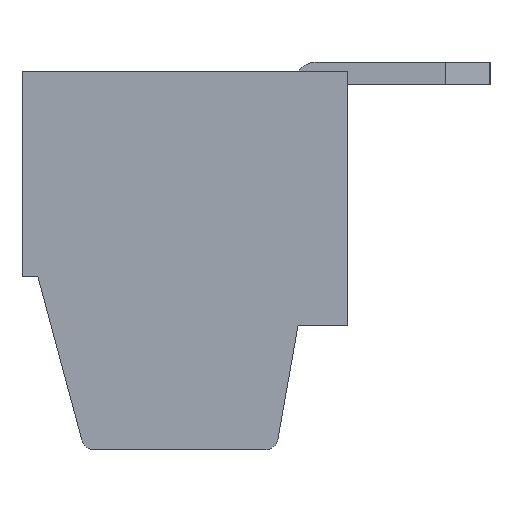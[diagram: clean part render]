
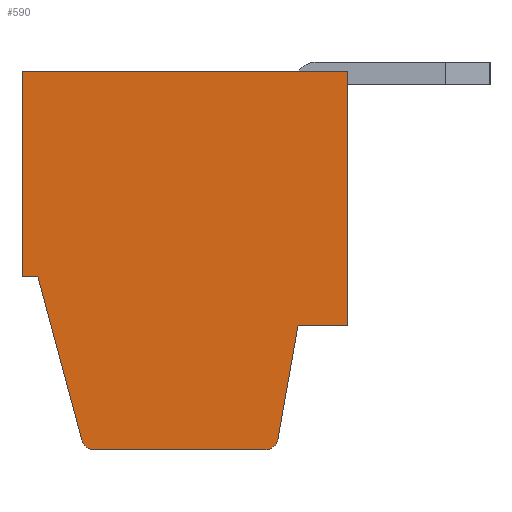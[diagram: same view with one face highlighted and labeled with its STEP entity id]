
A CAD part, left-side view. The second image highlights one B-rep face of the part: STEP entity #590.
In plain terms, the highlighted planar face has unit normal (-1, 0, 0).
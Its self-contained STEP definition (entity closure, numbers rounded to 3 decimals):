
#590 = ADVANCED_FACE( '', ( #1248 ), #1249, .T. );
#1248 = FACE_OUTER_BOUND( '', #1927, .T. );
#1249 = PLANE( '', #1928 );
#1927 = EDGE_LOOP( '', ( #3532, #3533, #3534, #3535, #3536, #3537, #3538, #3539, #3540, #3541 ) );
#1928 = AXIS2_PLACEMENT_3D( '', #3542, #3543, #3544 );
#3532 = ORIENTED_EDGE( '', *, *, #4137, .T. );
#3533 = ORIENTED_EDGE( '', *, *, #3967, .T. );
#3534 = ORIENTED_EDGE( '', *, *, #3783, .T. );
#3535 = ORIENTED_EDGE( '', *, *, #3934, .T. );
#3536 = ORIENTED_EDGE( '', *, *, #4039, .T. );
#3537 = ORIENTED_EDGE( '', *, *, #4293, .T. );
#3538 = ORIENTED_EDGE( '', *, *, #4380, .T. );
#3539 = ORIENTED_EDGE( '', *, *, #4098, .T. );
#3540 = ORIENTED_EDGE( '', *, *, #3907, .T. );
#3541 = ORIENTED_EDGE( '', *, *, #4343, .T. );
#3542 = CARTESIAN_POINT( '', ( 165.647, 169.734, -4.2 ) );
#3543 = DIRECTION( '', ( -1., 0., 0. ) );
#3544 = DIRECTION( '', ( 0., -1., 0. ) );
#3783 = EDGE_CURVE( '', #4475, #4480, #4482, .T. );
#3907 = EDGE_CURVE( '', #4689, #4694, #4696, .T. );
#3934 = EDGE_CURVE( '', #4480, #4739, #4741, .T. );
#3967 = EDGE_CURVE( '', #4789, #4475, #4793, .T. );
#4039 = EDGE_CURVE( '', #4739, #4910, #4912, .T. );
#4098 = EDGE_CURVE( '', #5000, #4689, #5001, .T. );
#4137 = EDGE_CURVE( '', #5057, #4789, #5061, .T. );
#4293 = EDGE_CURVE( '', #4910, #5267, #5269, .T. );
#4343 = EDGE_CURVE( '', #4694, #5057, #5324, .T. );
#4380 = EDGE_CURVE( '', #5267, #5000, #5365, .T. );
#4475 = VERTEX_POINT( '', #5487 );
#4480 = VERTEX_POINT( '', #5494 );
#4482 = LINE( '', #5497, #5498 );
#4689 = VERTEX_POINT( '', #5781 );
#4694 = VERTEX_POINT( '', #5788 );
#4696 = LINE( '', #5791, #5792 );
#4739 = VERTEX_POINT( '', #5856 );
#4741 = CIRCLE( '', #5859, 0.3 );
#4789 = VERTEX_POINT( '', #5929 );
#4793 = CIRCLE( '', #5934, 0.3 );
#4910 = VERTEX_POINT( '', #6094 );
#4912 = LINE( '', #6097, #6098 );
#5000 = VERTEX_POINT( '', #6222 );
#5001 = LINE( '', #6223, #6224 );
#5057 = VERTEX_POINT( '', #6307 );
#5061 = LINE( '', #6313, #6314 );
#5267 = VERTEX_POINT( '', #6592 );
#5269 = LINE( '', #6595, #6596 );
#5324 = LINE( '', #6664, #6665 );
#5365 = LINE( '', #6718, #6719 );
#5487 = CARTESIAN_POINT( '', ( 165.647, 168.104, -8.5 ) );
#5494 = CARTESIAN_POINT( '', ( 165.647, 164.286, -8.5 ) );
#5497 = CARTESIAN_POINT( '', ( 165.647, 164.286, -8.5 ) );
#5498 = VECTOR( '', #6794, 1000. );
#5781 = CARTESIAN_POINT( '', ( 165.647, 169.734, 0. ) );
#5788 = CARTESIAN_POINT( '', ( 165.647, 169.734, -4.6 ) );
#5791 = CARTESIAN_POINT( '', ( 165.647, 169.734, -4.6 ) );
#5792 = VECTOR( '', #6931, 1000. );
#5856 = CARTESIAN_POINT( '', ( 165.647, 163.991, -8.252 ) );
#5859 = AXIS2_PLACEMENT_3D( '', #6957, #6958, #6959 );
#5929 = CARTESIAN_POINT( '', ( 165.647, 168.394, -8.278 ) );
#5934 = AXIS2_PLACEMENT_3D( '', #6986, #6987, #6988 );
#6094 = CARTESIAN_POINT( '', ( 165.647, 163.541, -5.7 ) );
#6097 = CARTESIAN_POINT( '', ( 165.647, 163.541, -5.7 ) );
#6098 = VECTOR( '', #7069, 1000. );
#6222 = CARTESIAN_POINT( '', ( 165.647, 162.434, 0. ) );
#6223 = CARTESIAN_POINT( '', ( 165.647, 169.734, 0. ) );
#6224 = VECTOR( '', #7127, 1000. );
#6307 = CARTESIAN_POINT( '', ( 165.647, 169.379, -4.6 ) );
#6313 = CARTESIAN_POINT( '', ( 165.647, 168.394, -8.278 ) );
#6314 = VECTOR( '', #7163, 1000. );
#6592 = CARTESIAN_POINT( '', ( 165.647, 162.434, -5.7 ) );
#6595 = CARTESIAN_POINT( '', ( 165.647, 162.434, -5.7 ) );
#6596 = VECTOR( '', #7321, 1000. );
#6664 = CARTESIAN_POINT( '', ( 165.647, 169.379, -4.6 ) );
#6665 = VECTOR( '', #7362, 1000. );
#6718 = CARTESIAN_POINT( '', ( 165.647, 162.434, 0. ) );
#6719 = VECTOR( '', #7384, 1000. );
#6794 = DIRECTION( '', ( 0., -1., 0. ) );
#6931 = DIRECTION( '', ( 0., 0., -1. ) );
#6957 = CARTESIAN_POINT( '', ( 165.647, 164.286, -8.2 ) );
#6958 = DIRECTION( '', ( -1., 0., 0. ) );
#6959 = DIRECTION( '', ( 0., -1., 0. ) );
#6986 = CARTESIAN_POINT( '', ( 165.647, 168.104, -8.2 ) );
#6987 = DIRECTION( '', ( -1., 0., 0. ) );
#6988 = DIRECTION( '', ( 0., -1., 0. ) );
#7069 = DIRECTION( '', ( 0., -0.174, 0.985 ) );
#7127 = DIRECTION( '', ( 0., 1., 0. ) );
#7163 = DIRECTION( '', ( 0., -0.259, -0.966 ) );
#7321 = DIRECTION( '', ( 0., -1., 0. ) );
#7362 = DIRECTION( '', ( 0., -1., 0. ) );
#7384 = DIRECTION( '', ( 0., 0., 1. ) );
